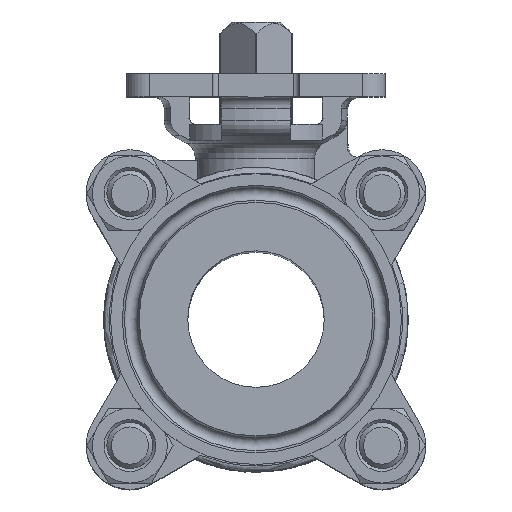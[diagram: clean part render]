
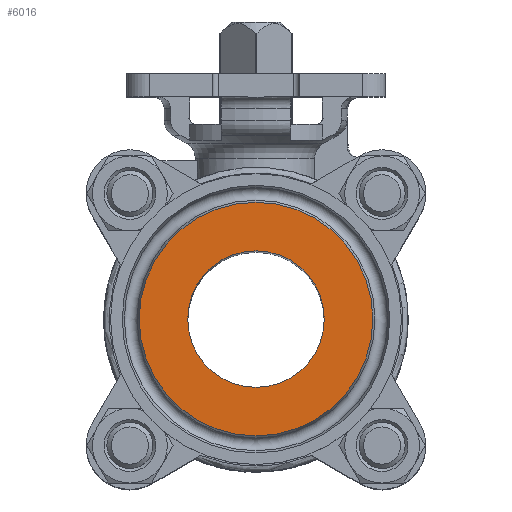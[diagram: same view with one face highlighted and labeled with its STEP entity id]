
A CAD part, top view. The second image highlights one B-rep face of the part: STEP entity #6016.
In plain terms, the highlighted planar face has unit normal (0, 0, 1).
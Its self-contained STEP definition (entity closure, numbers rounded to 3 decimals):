
#1105=ORIENTED_EDGE('',*,*,#2925,.T.);
#1106=ORIENTED_EDGE('',*,*,#2926,.T.);
#2925=EDGE_CURVE('',#3835,#3835,#4437,.F.);
#2926=EDGE_CURVE('',#3836,#3836,#4438,.T.);
#3835=VERTEX_POINT('',#9011);
#3836=VERTEX_POINT('',#9013);
#4437=CIRCLE('',#6442,20.277);
#4438=CIRCLE('',#6443,11.85);
#4792=EDGE_LOOP('',(#1105));
#4793=EDGE_LOOP('',(#1106));
#5328=FACE_BOUND('',#4792,.T.);
#5329=FACE_BOUND('',#4793,.T.);
#5862=PLANE('',#6441);
#6016=ADVANCED_FACE('',(#5328,#5329),#5862,.F.);
#6441=AXIS2_PLACEMENT_3D('',#9009,#7212,#7213);
#6442=AXIS2_PLACEMENT_3D('',#9010,#7214,#7215);
#6443=AXIS2_PLACEMENT_3D('',#9012,#7216,#7217);
#7212=DIRECTION('',(0.,0.,-1.));
#7213=DIRECTION('',(-1.,0.,0.));
#7214=DIRECTION('',(0.,0.,-1.));
#7215=DIRECTION('',(-1.,0.,0.));
#7216=DIRECTION('',(0.,0.,-1.));
#7217=DIRECTION('',(-1.,0.,0.));
#9009=CARTESIAN_POINT('',(0.,0.,75.));
#9010=CARTESIAN_POINT('',(0.,0.,75.));
#9011=CARTESIAN_POINT('',(-20.277,0.,75.));
#9012=CARTESIAN_POINT('',(0.,0.,75.));
#9013=CARTESIAN_POINT('',(-11.85,0.,75.));
